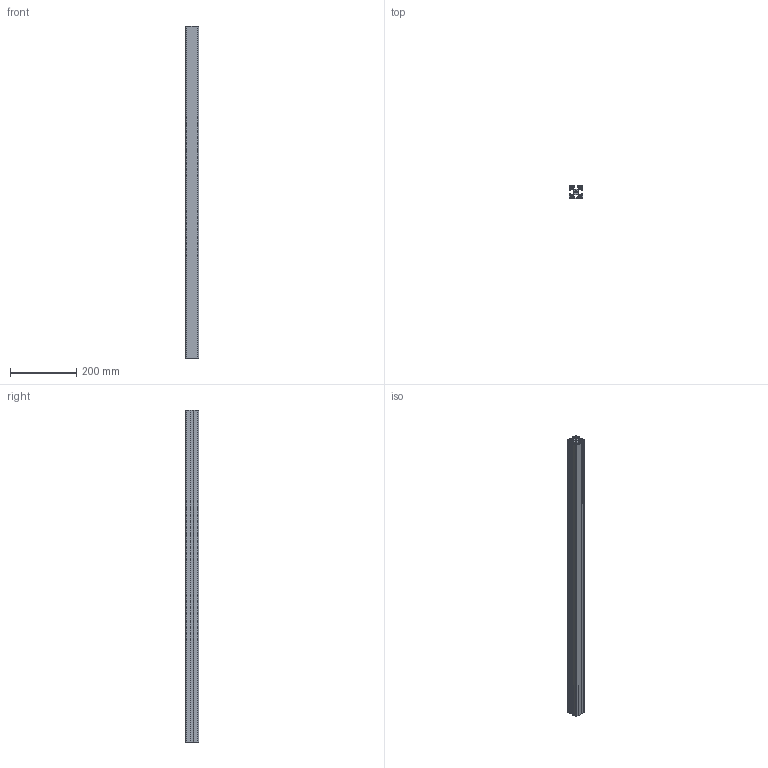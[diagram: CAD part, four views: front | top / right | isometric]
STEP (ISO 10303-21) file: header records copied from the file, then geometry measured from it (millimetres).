
FILE_DESCRIPTION((''),'2;1');
FILE_NAME('P40x40L_3N_N8_I.stp','2012-12-07T19:24:06',('Schwarz'),(''),'Autodesk Inventor 2009','Autodesk Inventor 2009','');
FILE_SCHEMA(('AUTOMOTIVE_DESIGN { 1 0 10303 214 1 1 1 1 }'));
Length unit declared in the file: millimetre
Products named in the file (1): P40x40L_3N_N8_I
Bounding box: 40 x 40 x 1000 mm (x, y, z)
Volume: 666195.8 mm3; surface area: 477148.3 mm2
Topology: 1 solids, 1 shells, 145 faces, 429 edges, 286 vertices
Faces by surface type: cylinder 75, plane 70
Full cylindrical faces by diameter (mm): 6.7 x1
Entity records: 4938 total; most frequent: DIRECTION 870, CARTESIAN_POINT 860, ORIENTED_EDGE 856, EDGE_CURVE 428, AXIS2_PLACEMENT_3D 296, VERTEX_POINT 286, VECTOR 278, LINE 278
